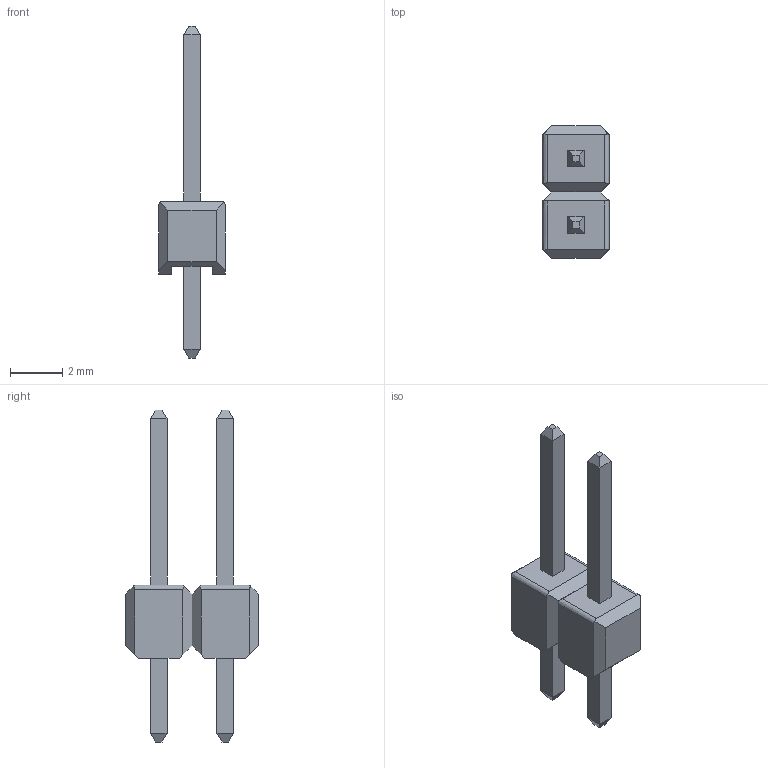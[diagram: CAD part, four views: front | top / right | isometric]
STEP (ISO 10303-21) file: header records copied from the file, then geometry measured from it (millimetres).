
FILE_DESCRIPTION(('FreeCAD Model'),'2;1');
FILE_NAME( 'Pin_Header_Straight_1x02.STEP', '2016-03-20T01:57:02',('Author'),(''), 'Open CASCADE STEP processor 6.8','FreeCAD','Unknown');
FILE_SCHEMA(('AUTOMOTIVE_DESIGN_CC2 { 1 2 10303 214 -1 1 5 4 }'));
Length unit declared in the file: millimetre
Products named in the file (5): Document; Document001; Document002; Document003; Document004
Bounding box: 2.54 x 5.08 x 12.7 mm (x, y, z)
Volume: 9.8 mm3; surface area: 140.3 mm2
Topology: 2 solids, 4 shells, 74 faces, 195 edges, 129 vertices
Faces by surface type: bspline 74
Entity records: 5487 total; most frequent: CARTESIAN_POINT 2840, B_SPLINE_CURVE_WITH_KNOTS 563, ORIENTED_EDGE 368, PCURVE 368, DEFINITIONAL_REPRESENTATION 368, EDGE_CURVE 188, SURFACE_CURVE 188, VERTEX_POINT 120
